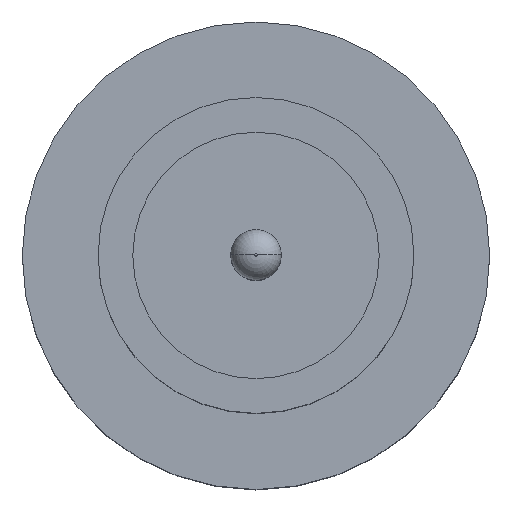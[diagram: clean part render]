
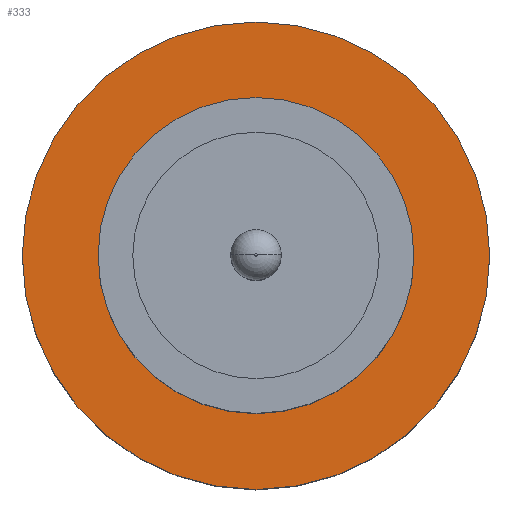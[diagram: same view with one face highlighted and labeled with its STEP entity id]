
A CAD part, top view. The second image highlights one B-rep face of the part: STEP entity #333.
In plain terms, the highlighted planar face has unit normal (0, 0, 1).
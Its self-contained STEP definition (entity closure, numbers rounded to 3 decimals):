
#5 = PLANE ( 'NONE',  #390 ) ;
#7 = DIRECTION ( 'NONE',  ( 1., 0., 0. ) ) ;
#51 = CARTESIAN_POINT ( 'NONE',  ( 0., 0., 1.55 ) ) ;
#55 = FACE_BOUND ( 'NONE', #492, .T. ) ;
#74 = EDGE_LOOP ( 'NONE', ( #380, #701 ) ) ;
#111 = CARTESIAN_POINT ( 'NONE',  ( 0., 0., 1.55 ) ) ;
#150 = DIRECTION ( 'NONE',  ( 0., 0., 1. ) ) ;
#170 = AXIS2_PLACEMENT_3D ( 'NONE', #559, #150, #754 ) ;
#226 = CIRCLE ( 'NONE', #520, 1.25 ) ;
#228 = VERTEX_POINT ( 'NONE', #689 ) ;
#252 = CARTESIAN_POINT ( 'NONE',  ( 0., 0., 1.55 ) ) ;
#267 = VERTEX_POINT ( 'NONE', #693 ) ;
#269 = VERTEX_POINT ( 'NONE', #697 ) ;
#270 = DIRECTION ( 'NONE',  ( 1., 0., 0. ) ) ;
#275 = CIRCLE ( 'NONE', #170, 1.25 ) ;
#317 = CIRCLE ( 'NONE', #543, 1.85 ) ;
#333 = ADVANCED_FACE ( 'NONE', ( #55, #744 ), #5, .T. ) ;
#380 = ORIENTED_EDGE ( 'NONE', *, *, #447, .T. ) ;
#390 = AXIS2_PLACEMENT_3D ( 'NONE', #840, #909, #7 ) ;
#391 = DIRECTION ( 'NONE',  ( 1., 0., 0. ) ) ;
#447 = EDGE_CURVE ( 'NONE', #652, #228, #317, .T. ) ;
#457 = DIRECTION ( 'NONE',  ( 0., 0., 1. ) ) ;
#492 = EDGE_LOOP ( 'NONE', ( #606, #792 ) ) ;
#520 = AXIS2_PLACEMENT_3D ( 'NONE', #111, #800, #270 ) ;
#541 = CARTESIAN_POINT ( 'NONE',  ( -1.85, 0., 1.55 ) ) ;
#543 = AXIS2_PLACEMENT_3D ( 'NONE', #252, #457, #391 ) ;
#555 = AXIS2_PLACEMENT_3D ( 'NONE', #51, #734, #604 ) ;
#559 = CARTESIAN_POINT ( 'NONE',  ( 0., 0., 1.55 ) ) ;
#561 = EDGE_CURVE ( 'NONE', #228, #652, #563, .T. ) ;
#563 = CIRCLE ( 'NONE', #555, 1.85 ) ;
#589 = EDGE_CURVE ( 'NONE', #269, #267, #226, .T. ) ;
#604 = DIRECTION ( 'NONE',  ( 1., 0., 0. ) ) ;
#606 = ORIENTED_EDGE ( 'NONE', *, *, #589, .F. ) ;
#652 = VERTEX_POINT ( 'NONE', #541 ) ;
#689 = CARTESIAN_POINT ( 'NONE',  ( 1.85, 0., 1.55 ) ) ;
#693 = CARTESIAN_POINT ( 'NONE',  ( -1.25, 0., 1.55 ) ) ;
#697 = CARTESIAN_POINT ( 'NONE',  ( 1.25, 0., 1.55 ) ) ;
#701 = ORIENTED_EDGE ( 'NONE', *, *, #561, .T. ) ;
#734 = DIRECTION ( 'NONE',  ( 0., 0., 1. ) ) ;
#744 = FACE_OUTER_BOUND ( 'NONE', #74, .T. ) ;
#754 = DIRECTION ( 'NONE',  ( 1., 0., 0. ) ) ;
#792 = ORIENTED_EDGE ( 'NONE', *, *, #875, .F. ) ;
#800 = DIRECTION ( 'NONE',  ( 0., 0., 1. ) ) ;
#840 = CARTESIAN_POINT ( 'NONE',  ( 0., 0., 1.55 ) ) ;
#875 = EDGE_CURVE ( 'NONE', #267, #269, #275, .T. ) ;
#909 = DIRECTION ( 'NONE',  ( 0., 0., 1. ) ) ;
